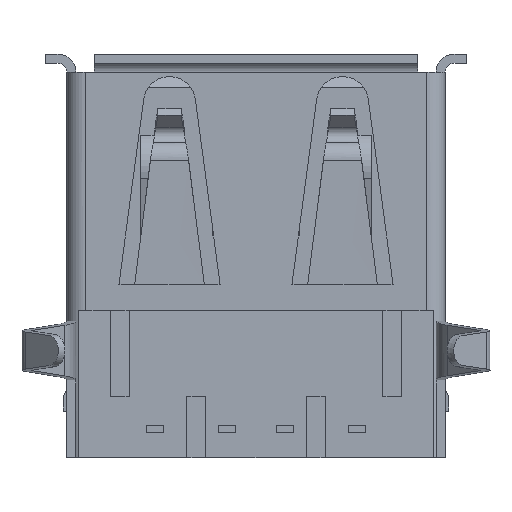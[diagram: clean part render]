
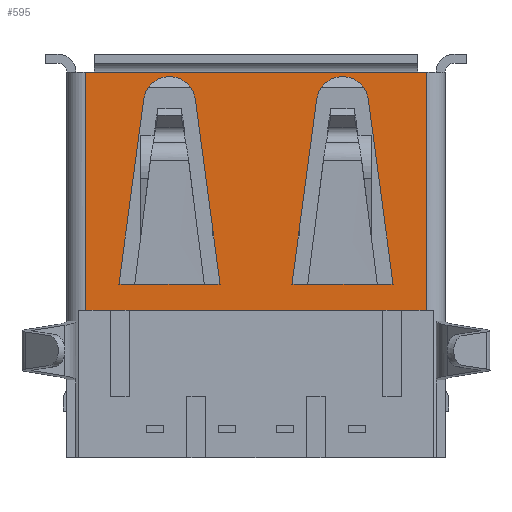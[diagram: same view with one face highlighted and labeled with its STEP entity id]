
A CAD part, front view. The second image highlights one B-rep face of the part: STEP entity #595.
In plain terms, the highlighted planar face has unit normal (0, -1, 0).
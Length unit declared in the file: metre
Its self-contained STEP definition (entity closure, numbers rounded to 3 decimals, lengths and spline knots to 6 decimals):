
#595 = ADVANCED_FACE( '', ( #1520, #1521, #1522 ), #1523, .T. );
#1520 = FACE_BOUND( '', #2946, .T. );
#1521 = FACE_BOUND( '', #2947, .T. );
#1522 = FACE_OUTER_BOUND( '', #2948, .T. );
#1523 = PLANE( '', #2949 );
#2946 = EDGE_LOOP( '', ( #5247, #5248, #5249, #5250, #5251, #5252 ) );
#2947 = EDGE_LOOP( '', ( #5253, #5254, #5255, #5256, #5257, #5258 ) );
#2948 = EDGE_LOOP( '', ( #5259, #5260, #5261, #5262, #5263, #5264 ) );
#2949 = AXIS2_PLACEMENT_3D( '', #5265, #5266, #5267 );
#5247 = ORIENTED_EDGE( '', *, *, #8594, .T. );
#5248 = ORIENTED_EDGE( '', *, *, #8693, .T. );
#5249 = ORIENTED_EDGE( '', *, *, #8672, .T. );
#5250 = ORIENTED_EDGE( '', *, *, #8694, .T. );
#5251 = ORIENTED_EDGE( '', *, *, #8695, .T. );
#5252 = ORIENTED_EDGE( '', *, *, #8639, .T. );
#5253 = ORIENTED_EDGE( '', *, *, #8464, .T. );
#5254 = ORIENTED_EDGE( '', *, *, #8696, .T. );
#5255 = ORIENTED_EDGE( '', *, *, #8697, .T. );
#5256 = ORIENTED_EDGE( '', *, *, #8698, .T. );
#5257 = ORIENTED_EDGE( '', *, *, #8699, .T. );
#5258 = ORIENTED_EDGE( '', *, *, #8700, .T. );
#5259 = ORIENTED_EDGE( '', *, *, #8701, .F. );
#5260 = ORIENTED_EDGE( '', *, *, #8702, .F. );
#5261 = ORIENTED_EDGE( '', *, *, #8703, .F. );
#5262 = ORIENTED_EDGE( '', *, *, #8704, .F. );
#5263 = ORIENTED_EDGE( '', *, *, #8705, .F. );
#5264 = ORIENTED_EDGE( '', *, *, #8706, .T. );
#5265 = CARTESIAN_POINT( '', ( -0.006565, -0.002878, -0.00062 ) );
#5266 = DIRECTION( '', ( 0., -1., 0. ) );
#5267 = DIRECTION( '', ( 0., 0., -1. ) );
#8464 = EDGE_CURVE( '', #10091, #10092, #10093, .T. );
#8594 = EDGE_CURVE( '', #10316, #10317, #10318, .T. );
#8639 = EDGE_CURVE( '', #10390, #10316, #10391, .T. );
#8672 = EDGE_CURVE( '', #10445, #10443, #10446, .F. );
#8693 = EDGE_CURVE( '', #10317, #10445, #10480, .F. );
#8694 = EDGE_CURVE( '', #10443, #10481, #10482, .F. );
#8695 = EDGE_CURVE( '', #10481, #10390, #10483, .T. );
#8696 = EDGE_CURVE( '', #10092, #10484, #10485, .F. );
#8697 = EDGE_CURVE( '', #10484, #10486, #10487, .F. );
#8698 = EDGE_CURVE( '', #10486, #10488, #10489, .F. );
#8699 = EDGE_CURVE( '', #10488, #10490, #10491, .T. );
#8700 = EDGE_CURVE( '', #10490, #10091, #10492, .T. );
#8701 = EDGE_CURVE( '', #10493, #10494, #10495, .T. );
#8702 = EDGE_CURVE( '', #10496, #10493, #10497, .T. );
#8703 = EDGE_CURVE( '', #10498, #10496, #10499, .F. );
#8704 = EDGE_CURVE( '', #10500, #10498, #10501, .T. );
#8705 = EDGE_CURVE( '', #10502, #10500, #10503, .T. );
#8706 = EDGE_CURVE( '', #10502, #10494, #10504, .F. );
#10091 = VERTEX_POINT( '', #12465 );
#10092 = VERTEX_POINT( '', #12466 );
#10093 = LINE( '', #12467, #12468 );
#10316 = VERTEX_POINT( '', #12793 );
#10317 = VERTEX_POINT( '', #12794 );
#10318 = LINE( '', #12795, #12796 );
#10390 = VERTEX_POINT( '', #12918 );
#10391 = CIRCLE( '', #12919, 0.000904 );
#10443 = VERTEX_POINT( '', #12993 );
#10445 = VERTEX_POINT( '', #12998 );
#10446 = LINE( '', #12999, #13000 );
#10480 = LINE( '', #13057, #13058 );
#10481 = VERTEX_POINT( '', #13059 );
#10482 = LINE( '', #13060, #13061 );
#10483 = LINE( '', #13062, #13063 );
#10484 = VERTEX_POINT( '', #13064 );
#10485 = LINE( '', #13065, #13066 );
#10486 = VERTEX_POINT( '', #13067 );
#10487 = LINE( '', #13068, #13069 );
#10488 = VERTEX_POINT( '', #13070 );
#10489 = LINE( '', #13071, #13072 );
#10490 = VERTEX_POINT( '', #13073 );
#10491 = LINE( '', #13074, #13075 );
#10492 = CIRCLE( '', #13076, 0.000904 );
#10493 = VERTEX_POINT( '', #13077 );
#10494 = VERTEX_POINT( '', #13078 );
#10495 = LINE( '', #13079, #13080 );
#10496 = VERTEX_POINT( '', #13081 );
#10497 = LINE( '', #13082, #13083 );
#10498 = VERTEX_POINT( '', #13084 );
#10499 = LINE( '', #13085, #13086 );
#10500 = VERTEX_POINT( '', #13087 );
#10501 = LINE( '', #13088, #13089 );
#10502 = VERTEX_POINT( '', #13090 );
#10503 = LINE( '', #13091, #13092 );
#10504 = LINE( '', #13093, #13094 );
#12465 = CARTESIAN_POINT( '', ( 0.003896, -0.002878, -0.001564 ) );
#12466 = CARTESIAN_POINT( '', ( 0.004754, -0.002878, -0.00798 ) );
#12467 = CARTESIAN_POINT( '', ( 0.003896, -0.002878, -0.001564 ) );
#12468 = VECTOR( '', #15563, 1. );
#12793 = CARTESIAN_POINT( '', ( -0.002104, -0.002878, -0.001564 ) );
#12794 = CARTESIAN_POINT( '', ( -0.001246, -0.002878, -0.00798 ) );
#12795 = CARTESIAN_POINT( '', ( -0.002104, -0.002878, -0.001564 ) );
#12796 = VECTOR( '', #15690, 1. );
#12918 = CARTESIAN_POINT( '', ( -0.003896, -0.002878, -0.001564 ) );
#12919 = AXIS2_PLACEMENT_3D( '', #15726, #15727, #15728 );
#12993 = CARTESIAN_POINT( '', ( -0.004209, -0.002878, -0.00798 ) );
#12998 = CARTESIAN_POINT( '', ( -0.001791, -0.002878, -0.00798 ) );
#12999 = CARTESIAN_POINT( '', ( -0.006565, -0.002878, -0.00798 ) );
#13000 = VECTOR( '', #15757, 1. );
#13057 = CARTESIAN_POINT( '', ( -0.006565, -0.002878, -0.00798 ) );
#13058 = VECTOR( '', #15778, 1. );
#13059 = CARTESIAN_POINT( '', ( -0.004754, -0.002878, -0.00798 ) );
#13060 = CARTESIAN_POINT( '', ( -0.006565, -0.002878, -0.00798 ) );
#13061 = VECTOR( '', #15779, 1. );
#13062 = CARTESIAN_POINT( '', ( -0.004754, -0.002878, -0.00798 ) );
#13063 = VECTOR( '', #15780, 1. );
#13064 = CARTESIAN_POINT( '', ( 0.004209, -0.002878, -0.00798 ) );
#13065 = CARTESIAN_POINT( '', ( -0.006565, -0.002878, -0.00798 ) );
#13066 = VECTOR( '', #15781, 1. );
#13067 = CARTESIAN_POINT( '', ( 0.001791, -0.002878, -0.00798 ) );
#13068 = CARTESIAN_POINT( '', ( -0.006565, -0.002878, -0.00798 ) );
#13069 = VECTOR( '', #15782, 1. );
#13070 = CARTESIAN_POINT( '', ( 0.001246, -0.002878, -0.00798 ) );
#13071 = CARTESIAN_POINT( '', ( -0.006565, -0.002878, -0.00798 ) );
#13072 = VECTOR( '', #15783, 1. );
#13073 = CARTESIAN_POINT( '', ( 0.002104, -0.002878, -0.001564 ) );
#13074 = CARTESIAN_POINT( '', ( 0.001246, -0.002878, -0.00798 ) );
#13075 = VECTOR( '', #15784, 1. );
#13076 = AXIS2_PLACEMENT_3D( '', #15785, #15786, #15787 );
#13077 = CARTESIAN_POINT( '', ( -0.005927, -0.002878, -0.00062 ) );
#13078 = CARTESIAN_POINT( '', ( -0.005607, -0.002878, -0.00062 ) );
#13079 = CARTESIAN_POINT( '', ( 0., -0.002878, -0.00062 ) );
#13080 = VECTOR( '', #15788, 1. );
#13081 = CARTESIAN_POINT( '', ( -0.005927, -0.002878, -0.00888 ) );
#13082 = CARTESIAN_POINT( '', ( -0.005927, -0.002878, -0.014032 ) );
#13083 = VECTOR( '', #15789, 1. );
#13084 = CARTESIAN_POINT( '', ( 0.005927, -0.002878, -0.00888 ) );
#13085 = CARTESIAN_POINT( '', ( 0.00615, -0.002878, -0.00888 ) );
#13086 = VECTOR( '', #15790, 1. );
#13087 = CARTESIAN_POINT( '', ( 0.005927, -0.002878, -0.00062 ) );
#13088 = CARTESIAN_POINT( '', ( 0.005927, -0.002878, -0.000587 ) );
#13089 = VECTOR( '', #15791, 1. );
#13090 = CARTESIAN_POINT( '', ( 0.005607, -0.002878, -0.00062 ) );
#13091 = CARTESIAN_POINT( '', ( 0., -0.002878, -0.00062 ) );
#13092 = VECTOR( '', #15792, 1. );
#13093 = CARTESIAN_POINT( '', ( -0.006565, -0.002878, -0.00062 ) );
#13094 = VECTOR( '', #15793, 1. );
#15563 = DIRECTION( '', ( 0.133, 0., -0.991 ) );
#15690 = DIRECTION( '', ( 0.133, 0., -0.991 ) );
#15726 = CARTESIAN_POINT( '', ( -0.003, -0.002878, -0.001684 ) );
#15727 = DIRECTION( '', ( 0., 1., 0. ) );
#15728 = DIRECTION( '', ( 0., 0., 1. ) );
#15757 = DIRECTION( '', ( 1., 0., 0. ) );
#15778 = DIRECTION( '', ( 1., 0., 0. ) );
#15779 = DIRECTION( '', ( 1., 0., 0. ) );
#15780 = DIRECTION( '', ( 0.133, 0., 0.991 ) );
#15781 = DIRECTION( '', ( 1., 0., 0. ) );
#15782 = DIRECTION( '', ( 1., 0., 0. ) );
#15783 = DIRECTION( '', ( 1., 0., 0. ) );
#15784 = DIRECTION( '', ( 0.133, 0., 0.991 ) );
#15785 = CARTESIAN_POINT( '', ( 0.003, -0.002878, -0.001684 ) );
#15786 = DIRECTION( '', ( 0., 1., 0. ) );
#15787 = DIRECTION( '', ( 0., 0., 1. ) );
#15788 = DIRECTION( '', ( 1., 0., 0. ) );
#15789 = DIRECTION( '', ( 0., 0., 1. ) );
#15790 = DIRECTION( '', ( 1., 0., 0. ) );
#15791 = DIRECTION( '', ( 0., 0., -1. ) );
#15792 = DIRECTION( '', ( 1., 0., 0. ) );
#15793 = DIRECTION( '', ( 1., 0., 0. ) );
